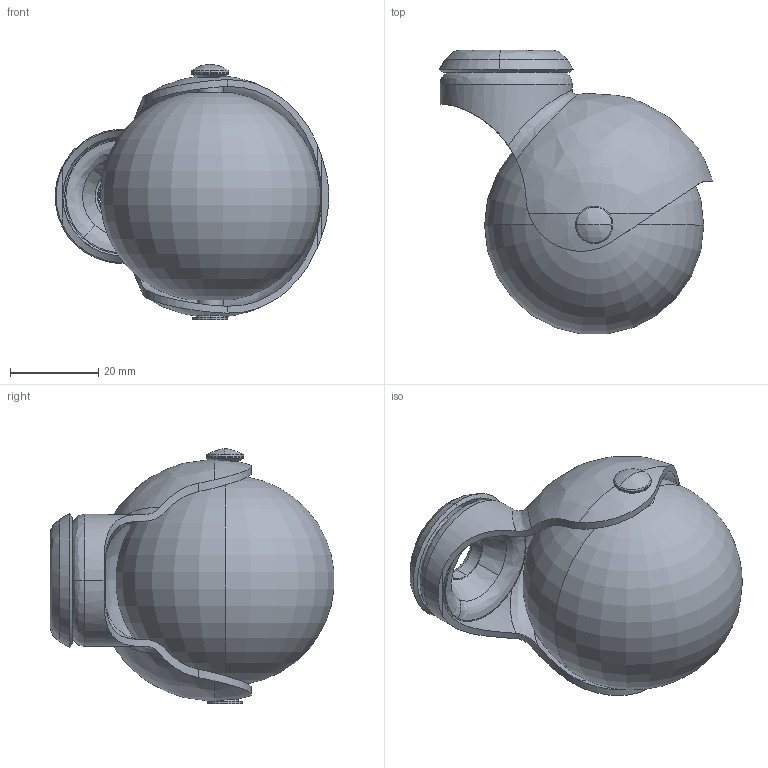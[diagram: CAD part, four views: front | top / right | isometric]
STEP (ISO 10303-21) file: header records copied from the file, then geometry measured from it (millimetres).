
FILE_DESCRIPTION (( 'STEP AP214' ), '1' );
FILE_NAME ('0010298.step', '2026-01-28T09:13:51', ( '' ), ( '' ), 'SwSTEP 2.0', 'SolidWorks 2020', '' );
FILE_SCHEMA (( 'AUTOMOTIVE_DESIGN' ));
Length unit declared in the file: millimetre
Products named in the file (1): 0010298
Bounding box: 62.17 x 64.49 x 58 mm (x, y, z)
Surface area: 22582.5 mm2 (no closed solid volume)
Topology: 0 solids, 5 shells, 108 faces, 273 edges, 171 vertices
Faces by surface type: bspline 44, cylinder 32, plane 14, cone 14, torus 4
Entity records: 6994 total; most frequent: CARTESIAN_POINT 3364, ORIENTED_EDGE 542, DIRECTION 483, EDGE_CURVE 271, AXIS2_PLACEMENT_3D 216, VERTEX_POINT 171, CIRCLE 151, EDGE_LOOP 118
